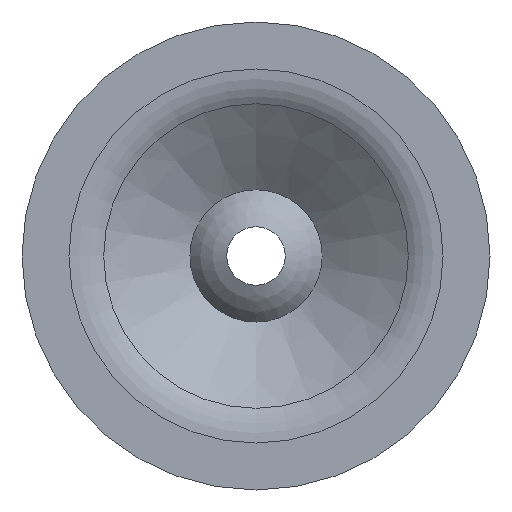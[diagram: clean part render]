
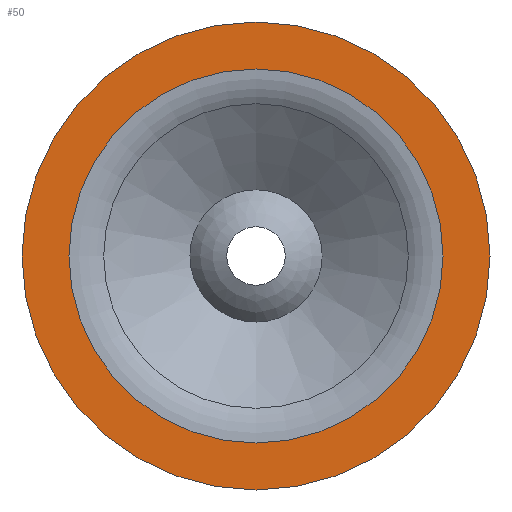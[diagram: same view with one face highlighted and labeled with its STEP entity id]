
A CAD part, front view. The second image highlights one B-rep face of the part: STEP entity #50.
In plain terms, the highlighted planar face has unit normal (0, -1, 0).
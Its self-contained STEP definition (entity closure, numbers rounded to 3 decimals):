
#50 = ADVANCED_FACE( '', ( #105, #106 ), #107, .T. );
#105 = FACE_OUTER_BOUND( '', #160, .T. );
#106 = FACE_BOUND( '', #161, .T. );
#107 = PLANE( '', #162 );
#160 = EDGE_LOOP( '', ( #223 ) );
#161 = EDGE_LOOP( '', ( #224 ) );
#162 = AXIS2_PLACEMENT_3D( '', #225, #226, #227 );
#223 = ORIENTED_EDGE( '', *, *, #265, .T. );
#224 = ORIENTED_EDGE( '', *, *, #270, .F. );
#225 = CARTESIAN_POINT( '', ( 31.975, 0., 0. ) );
#226 = DIRECTION( '', ( 0., -1., 0. ) );
#227 = DIRECTION( '', ( 0., 0., -1. ) );
#265 = EDGE_CURVE( '', #297, #297, #298, .T. );
#270 = EDGE_CURVE( '', #304, #304, #305, .T. );
#297 = VERTEX_POINT( '', #333 );
#298 = CIRCLE( '', #334, 40. );
#304 = VERTEX_POINT( '', #340 );
#305 = CIRCLE( '', #341, 31.975 );
#333 = CARTESIAN_POINT( '', ( 0., 0., -40. ) );
#334 = AXIS2_PLACEMENT_3D( '', #372, #373, #374 );
#340 = CARTESIAN_POINT( '', ( 0., 0., -31.975 ) );
#341 = AXIS2_PLACEMENT_3D( '', #378, #379, #380 );
#372 = CARTESIAN_POINT( '', ( 0., 0., 0. ) );
#373 = DIRECTION( '', ( 0., -1., 0. ) );
#374 = DIRECTION( '', ( 0., 0., -1. ) );
#378 = CARTESIAN_POINT( '', ( 0., 0., 0. ) );
#379 = DIRECTION( '', ( 0., -1., 0. ) );
#380 = DIRECTION( '', ( 0., 0., -1. ) );
